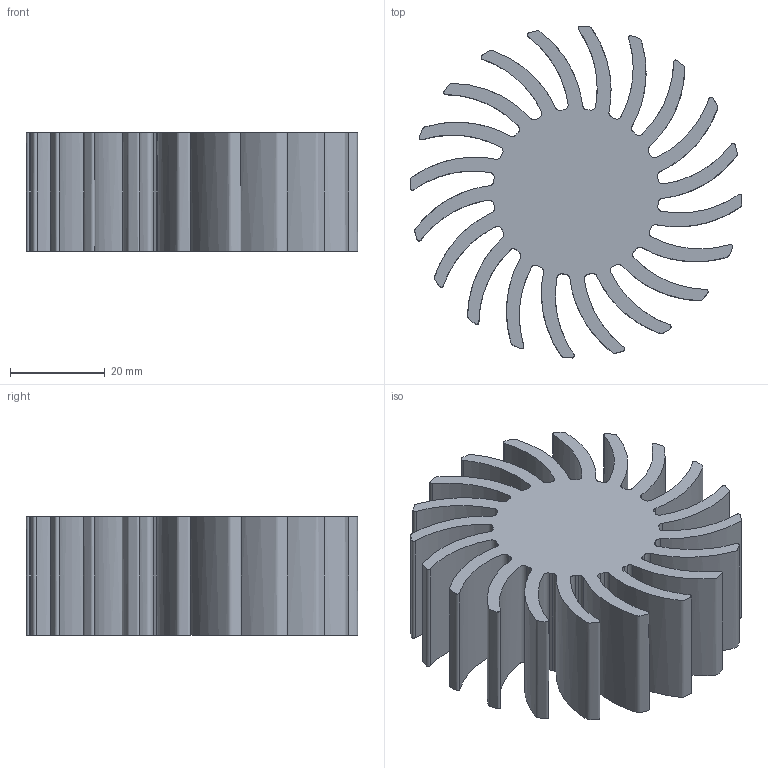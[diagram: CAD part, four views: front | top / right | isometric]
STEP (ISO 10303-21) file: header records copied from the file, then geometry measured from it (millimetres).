
FILE_DESCRIPTION(/* description */ (''),/* implementation_level */ '2;1');
FILE_NAME(/* name */ 'SK5712~1',/* time_stamp */ '2013-09-11T21:23:30+02:00',/* author */ (''),/* organization */ (''),/* preprocessor_version */ 'ST-DEVELOPER v14',/* originating_system */ '',/* authorisation */ '');
FILE_SCHEMA (('AUTOMOTIVE_DESIGN'));
Length unit declared in the file: millimetre
Products named in the file (1): Document
Bounding box: 69.98 x 69.98 x 25 mm (x, y, z)
Volume: 50343.6 mm3; surface area: 25416.8 mm2
Topology: 1 solids, 1 shells, 82 faces, 240 edges, 160 vertices
Faces by surface type: bspline 80, plane 2
Entity records: 6290 total; most frequent: CARTESIAN_POINT 3604, ORIENTED_EDGE 480, PCURVE 480, DEFINITIONAL_REPRESENTATION 480, B_SPLINE_CURVE_WITH_KNOTS 320, SURFACE_CURVE 240, EDGE_CURVE 240, VERTEX_POINT 160
